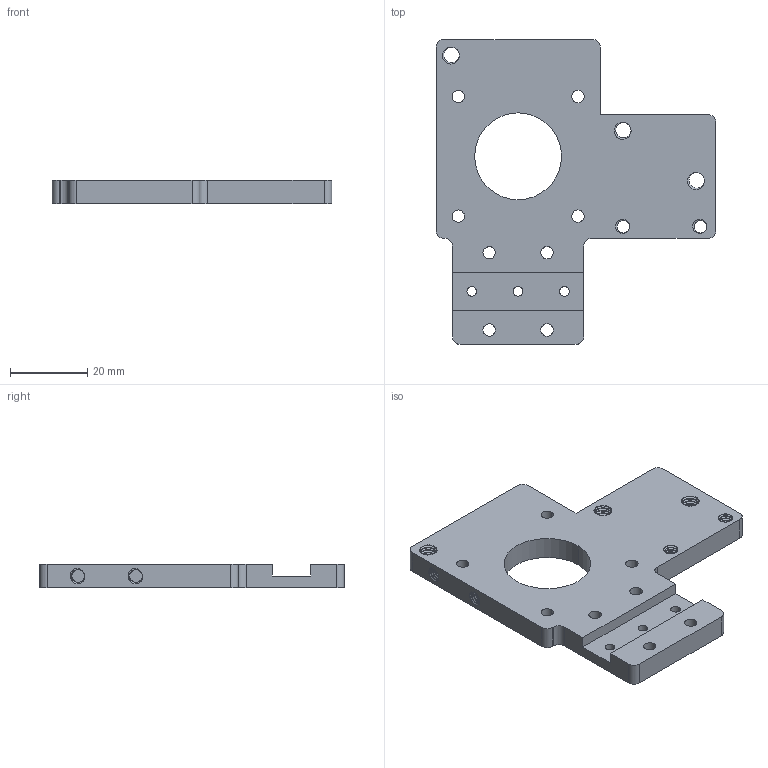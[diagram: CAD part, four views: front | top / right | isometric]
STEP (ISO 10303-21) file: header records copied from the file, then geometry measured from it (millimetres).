
FILE_DESCRIPTION (( 'STEP AP214' ), '1' );
FILE_NAME ('extruder mount.STEP', '2024-12-23T09:54:31', ( '' ), ( '' ), 'SwSTEP 2.0', 'SolidWorks 2021', '' );
FILE_SCHEMA (( 'AUTOMOTIVE_DESIGN' ));
Length unit declared in the file: millimetre
Products named in the file (1): extruder mount
Bounding box: 72.5 x 79 x 6 mm (x, y, z)
Volume: 19934.3 mm3; surface area: 11166.8 mm2
Topology: 1 solids, 1 shells, 258 faces, 745 edges, 492 vertices
Faces by surface type: cylinder 209, bspline 27, plane 22
Entity records: 31735 total; most frequent: CARTESIAN_POINT 25944, ORIENTED_EDGE 1490, DIRECTION 887, EDGE_CURVE 745, VERTEX_POINT 492, AXIS2_PLACEMENT_3D 322, EDGE_LOOP 295, ADVANCED_FACE 258
